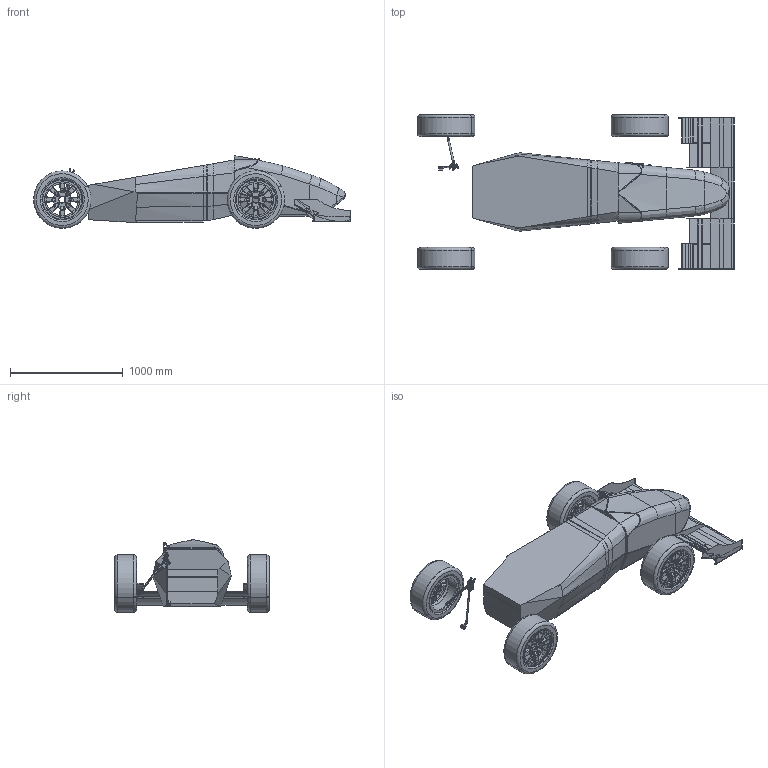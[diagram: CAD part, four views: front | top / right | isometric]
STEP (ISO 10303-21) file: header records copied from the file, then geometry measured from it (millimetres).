
FILE_DESCRIPTION(('CATIA V5 STEP Exchange'),'2;1');
FILE_NAME('test.stp','2018-05-19T07:23:09+00:00',('none'),('none'),'CATIA Version 5 Release 17 (IN-10)','CATIA V5 STEP AP203','none');
FILE_SCHEMA(('CONFIG_CONTROL_DESIGN'));
Products named in the file (15): Product1; AssyTsutsui2018; TieRodAssy; SRodEnd1.0Assy; POS 8EC.1; 2018Bellcrank Front; bellcrank r new; RARBRodAssyAL; Product61; POS 6EC; 2017 RARB Assy; RPushRodSteelAssy; 2016 FARB Assembly; Aero_assembly; Fr.wing_cradle
Assembly tree (55 placements, depth 6):
  Product1
    AssyTsutsui2018
      #62  x2
      TieRodAssy
        SRodEnd1.0Assy  x2
          #21602
          #21969
          POS 8EC.1
            #22523
            #23623
      2018Bellcrank Front
        #23965  x2
        #25438  x2
      bellcrank r new
        #25725  x2
        #25438  x2
      RARBRodAssyAL
        #27754
        Product61  x2
          #28372
          POS 6EC
            #28926
            #30030
      2017 RARB Assy
        #30355
        #31409
        #32101
        #32629
      RPushRodSteelAssy
        #32956
        SRodEnd1.0Assy  x2
          #21602
          #21969
          POS 8EC.1
            #22523
            #23623
      2016 FARB Assembly
        #33177
        #32629
        #33718
        #33887
    #34985
    #38714
    #42853
    Aero_assembly
      Fr.wing_cradle
        #42888  x2
        #43444
        #43820
        #46339
        #48809
        #49722
Bounding box: 2815.68 x 1374.27 x 644.99 mm (x, y, z)
Volume: 516768050.5 mm3; surface area: 13266526 mm2
Topology: 57 solids, 57 shells, 2441 faces, 6245 edges, 3997 vertices
Faces by surface type: cylinder 967, plane 832, torus 280, bspline 154, cone 130, sphere 40, revolution 32, extrusion 6
Entity records: 50552 total; most frequent: CARTESIAN_POINT 19550, ORIENTED_EDGE 7028, DIRECTION 4707, EDGE_CURVE 3514, AXIS2_PLACEMENT_3D 2264, VERTEX_POINT 2231, EDGE_LOOP 1533, VECTOR 1494
